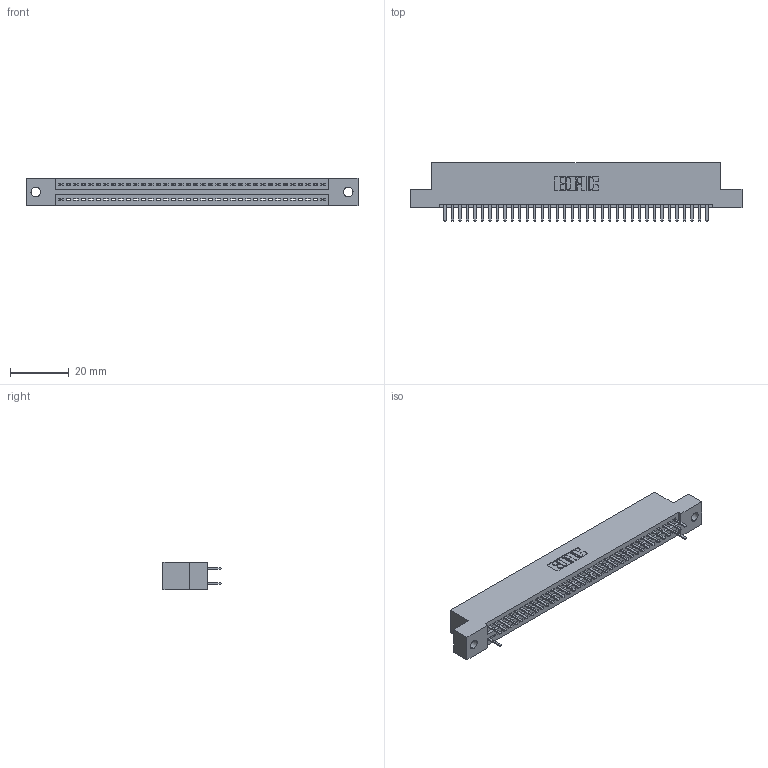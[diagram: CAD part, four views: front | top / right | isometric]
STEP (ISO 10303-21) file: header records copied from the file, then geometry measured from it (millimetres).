
FILE_DESCRIPTION (( 'STEP AP203' ), '1' );
FILE_NAME ('395-072-520-202.STEP', '2018-11-27T07:56:03', ( '' ), ( '' ), 'SwSTEP 2.0', 'SolidWorks 2016', '' );
FILE_SCHEMA (( 'CONFIG_CONTROL_DESIGN' ));
Length unit declared in the file: inch
Products named in the file (3): 345 Part_Flush Mounting Lugs - 0.128 Dia; 395-072-520-202; 345-292-001_345-293-120
Assembly tree (39 placements, depth 2):
  395-072-520-202
    345 Part_Flush Mounting Lugs - 0.128 Dia
    345-292-001_345-293-120  x38
Bounding box: 112.65 x 19.68 x 9.4 mm (x, y, z)
Volume: 10527.3 mm3; surface area: 13400.8 mm2
Topology: 39 solids, 39 shells, 2450 faces, 7225 edges, 4714 vertices
Faces by surface type: plane 1648, cylinder 802
Entity records: 28083 total; most frequent: CARTESIAN_POINT 4874, ORIENTED_EDGE 4830, DIRECTION 4255, EDGE_CURVE 2415, VECTOR 2135, LINE 2135, VERTEX_POINT 1606, AXIS2_PLACEMENT_3D 1060
